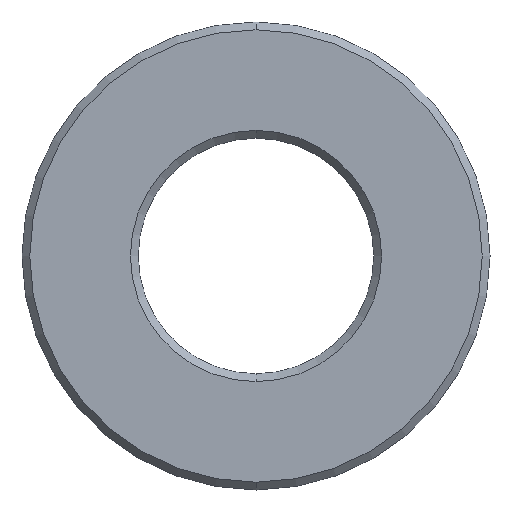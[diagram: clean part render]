
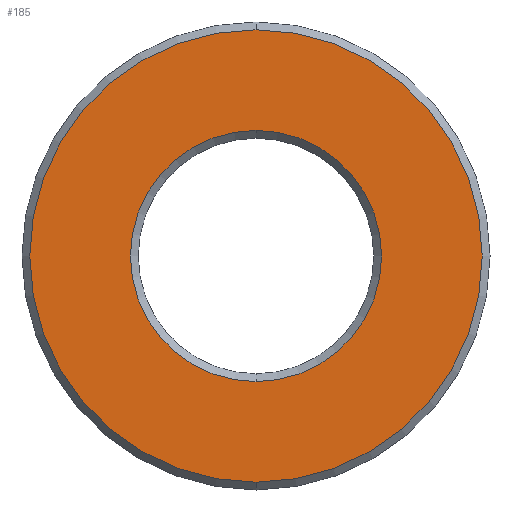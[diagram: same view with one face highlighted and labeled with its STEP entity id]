
A CAD part, front view. The second image highlights one B-rep face of the part: STEP entity #185.
In plain terms, the highlighted planar face has unit normal (0, -1, 0).
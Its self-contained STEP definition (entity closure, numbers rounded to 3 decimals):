
#11 = CARTESIAN_POINT ( 'NONE',  ( 0., -0.8, 8.05 ) ) ;
#13 = VERTEX_POINT ( 'NONE', #11 ) ;
#22 = VERTEX_POINT ( 'NONE', #588 ) ;
#38 = AXIS2_PLACEMENT_3D ( 'NONE', #641, #360, #544 ) ;
#46 = CARTESIAN_POINT ( 'NONE',  ( 0., -0.8, -14.5 ) ) ;
#85 = EDGE_CURVE ( 'NONE', #1034, #384, #209, .T. ) ;
#112 = EDGE_LOOP ( 'NONE', ( #1145, #833 ) ) ;
#124 = DIRECTION ( 'NONE',  ( 0., 1., 0. ) ) ;
#131 = CARTESIAN_POINT ( 'NONE',  ( 0., -0.8, 0. ) ) ;
#161 = ORIENTED_EDGE ( 'NONE', *, *, #1056, .T. ) ;
#185 = ADVANCED_FACE ( 'NONE', ( #696, #614 ), #991, .T. ) ;
#197 = CARTESIAN_POINT ( 'NONE',  ( 0., -0.8, 0. ) ) ;
#209 = CIRCLE ( 'NONE', #722, 14.5 ) ;
#268 = EDGE_LOOP ( 'NONE', ( #161, #897 ) ) ;
#307 = DIRECTION ( 'NONE',  ( 0., 0., -1. ) ) ;
#310 = AXIS2_PLACEMENT_3D ( 'NONE', #413, #124, #307 ) ;
#331 = EDGE_CURVE ( 'NONE', #384, #1034, #1003, .T. ) ;
#344 = CIRCLE ( 'NONE', #38, 8.05 ) ;
#360 = DIRECTION ( 'NONE',  ( 0., 1., 0. ) ) ;
#384 = VERTEX_POINT ( 'NONE', #1209 ) ;
#402 = EDGE_CURVE ( 'NONE', #13, #22, #344, .T. ) ;
#413 = CARTESIAN_POINT ( 'NONE',  ( 0., -0.8, 0. ) ) ;
#494 = DIRECTION ( 'NONE',  ( 0., 0., -1. ) ) ;
#544 = DIRECTION ( 'NONE',  ( 0., 0., -1. ) ) ;
#547 = AXIS2_PLACEMENT_3D ( 'NONE', #197, #580, #592 ) ;
#580 = DIRECTION ( 'NONE',  ( 0., -1., 0. ) ) ;
#588 = CARTESIAN_POINT ( 'NONE',  ( 0., -0.8, -8.05 ) ) ;
#592 = DIRECTION ( 'NONE',  ( 0., 0., -1. ) ) ;
#614 = FACE_OUTER_BOUND ( 'NONE', #112, .T. ) ;
#641 = CARTESIAN_POINT ( 'NONE',  ( 0., -0.8, 0. ) ) ;
#672 = DIRECTION ( 'NONE',  ( 0., -1., 0. ) ) ;
#686 = CIRCLE ( 'NONE', #310, 8.05 ) ;
#696 = FACE_BOUND ( 'NONE', #268, .T. ) ;
#722 = AXIS2_PLACEMENT_3D ( 'NONE', #131, #763, #1154 ) ;
#763 = DIRECTION ( 'NONE',  ( 0., -1., 0. ) ) ;
#833 = ORIENTED_EDGE ( 'NONE', *, *, #85, .T. ) ;
#897 = ORIENTED_EDGE ( 'NONE', *, *, #402, .T. ) ;
#958 = CARTESIAN_POINT ( 'NONE',  ( 0., -0.8, 0. ) ) ;
#985 = AXIS2_PLACEMENT_3D ( 'NONE', #958, #672, #494 ) ;
#991 = PLANE ( 'NONE',  #985 ) ;
#1003 = CIRCLE ( 'NONE', #547, 14.5 ) ;
#1034 = VERTEX_POINT ( 'NONE', #46 ) ;
#1056 = EDGE_CURVE ( 'NONE', #22, #13, #686, .T. ) ;
#1145 = ORIENTED_EDGE ( 'NONE', *, *, #331, .T. ) ;
#1154 = DIRECTION ( 'NONE',  ( 0., 0., -1. ) ) ;
#1209 = CARTESIAN_POINT ( 'NONE',  ( 0., -0.8, 14.5 ) ) ;
